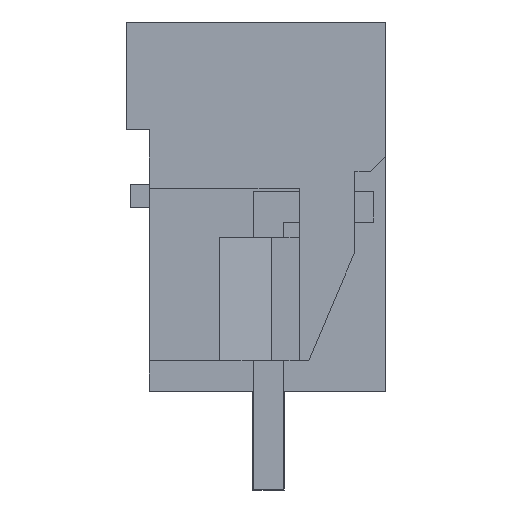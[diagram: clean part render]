
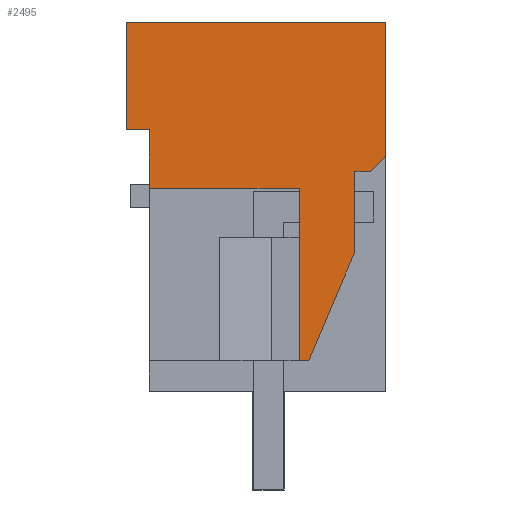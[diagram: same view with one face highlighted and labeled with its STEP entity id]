
A CAD part, left-side view. The second image highlights one B-rep face of the part: STEP entity #2495.
In plain terms, the highlighted planar face has unit normal (-1, 0, 0).
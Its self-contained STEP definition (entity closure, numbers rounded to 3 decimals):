
#2420=AXIS2_PLACEMENT_3D('Plane Axis2P3D',#2417,#2418,#2419) ;
#1105=CARTESIAN_POINT('Vertex',(0.,0.,15.2)) ;
#1108=CARTESIAN_POINT('Line Origine',(0.,0.,13.023)) ;
#1112=CARTESIAN_POINT('Vertex',(0.,0.,10.846)) ;
#1647=CARTESIAN_POINT('Vertex',(0.,7.68,9.8)) ;
#1650=CARTESIAN_POINT('Line Origine',(0.,7.68,10.75)) ;
#1654=CARTESIAN_POINT('Vertex',(0.,7.68,11.7)) ;
#2398=CARTESIAN_POINT('Line Origine',(0.,0.25,10.596)) ;
#2402=CARTESIAN_POINT('Vertex',(0.,0.5,10.346)) ;
#2417=CARTESIAN_POINT('Axis2P3D Location',(0.,-1.5,3.2)) ;
#2422=CARTESIAN_POINT('Line Origine',(0.,4.215,15.2)) ;
#2426=CARTESIAN_POINT('Vertex',(0.,8.43,15.2)) ;
#2429=CARTESIAN_POINT('Line Origine',(0.,8.43,13.45)) ;
#2433=CARTESIAN_POINT('Vertex',(0.,8.43,11.7)) ;
#2436=CARTESIAN_POINT('Line Origine',(0.,8.055,11.7)) ;
#2441=CARTESIAN_POINT('Line Origine',(0.,5.245,9.8)) ;
#2445=CARTESIAN_POINT('Vertex',(0.,2.81,9.8)) ;
#2448=CARTESIAN_POINT('Line Origine',(0.,2.81,7.)) ;
#2452=CARTESIAN_POINT('Vertex',(0.,2.81,4.2)) ;
#2455=CARTESIAN_POINT('Line Origine',(0.,2.655,4.2)) ;
#2459=CARTESIAN_POINT('Vertex',(0.,2.501,4.2)) ;
#2462=CARTESIAN_POINT('Line Origine',(0.,1.752,5.968)) ;
#2466=CARTESIAN_POINT('Vertex',(0.,1.003,7.735)) ;
#2469=CARTESIAN_POINT('Line Origine',(0.,1.003,9.041)) ;
#2473=CARTESIAN_POINT('Vertex',(0.,1.003,10.346)) ;
#2476=CARTESIAN_POINT('Line Origine',(0.,0.751,10.346)) ;
#1109=DIRECTION('Vector Direction',(0.,0.,1.)) ;
#1651=DIRECTION('Vector Direction',(0.,0.,-1.)) ;
#2399=DIRECTION('Vector Direction',(0.,-0.707,0.707)) ;
#2418=DIRECTION('Axis2P3D Direction',(-1.,0.,0.)) ;
#2419=DIRECTION('Axis2P3D XDirection',(0.,0.,1.)) ;
#2423=DIRECTION('Vector Direction',(0.,1.,0.)) ;
#2430=DIRECTION('Vector Direction',(0.,0.,-1.)) ;
#2437=DIRECTION('Vector Direction',(0.,-1.,0.)) ;
#2442=DIRECTION('Vector Direction',(0.,-1.,0.)) ;
#2449=DIRECTION('Vector Direction',(0.,0.,-1.)) ;
#2456=DIRECTION('Vector Direction',(0.,1.,0.)) ;
#2463=DIRECTION('Vector Direction',(0.,0.39,-0.921)) ;
#2470=DIRECTION('Vector Direction',(0.,0.,-1.)) ;
#2477=DIRECTION('Vector Direction',(0.,-1.,0.)) ;
#1110=VECTOR('Line Direction',#1109,1.) ;
#1652=VECTOR('Line Direction',#1651,1.) ;
#2400=VECTOR('Line Direction',#2399,1.) ;
#2424=VECTOR('Line Direction',#2423,1.) ;
#2431=VECTOR('Line Direction',#2430,1.) ;
#2438=VECTOR('Line Direction',#2437,1.) ;
#2443=VECTOR('Line Direction',#2442,1.) ;
#2450=VECTOR('Line Direction',#2449,1.) ;
#2457=VECTOR('Line Direction',#2456,1.) ;
#2464=VECTOR('Line Direction',#2463,1.) ;
#2471=VECTOR('Line Direction',#2470,1.) ;
#2478=VECTOR('Line Direction',#2477,1.) ;
#2482=ORIENTED_EDGE('',*,*,#1114,.T.) ;
#2483=ORIENTED_EDGE('',*,*,#2428,.T.) ;
#2484=ORIENTED_EDGE('',*,*,#2435,.T.) ;
#2485=ORIENTED_EDGE('',*,*,#2440,.T.) ;
#2486=ORIENTED_EDGE('',*,*,#1656,.T.) ;
#2487=ORIENTED_EDGE('',*,*,#2447,.T.) ;
#2488=ORIENTED_EDGE('',*,*,#2454,.T.) ;
#2489=ORIENTED_EDGE('',*,*,#2461,.F.) ;
#2490=ORIENTED_EDGE('',*,*,#2468,.F.) ;
#2491=ORIENTED_EDGE('',*,*,#2475,.F.) ;
#2492=ORIENTED_EDGE('',*,*,#2480,.F.) ;
#2493=ORIENTED_EDGE('',*,*,#2404,.F.) ;
#2495=ADVANCED_FACE('HOUSING',(#2494),#2421,.T.) ;
#1114=EDGE_CURVE('',#1113,#1106,#1111,.T.) ;
#1656=EDGE_CURVE('',#1655,#1648,#1653,.T.) ;
#2404=EDGE_CURVE('',#1113,#2403,#2401,.F.) ;
#2428=EDGE_CURVE('',#1106,#2427,#2425,.T.) ;
#2435=EDGE_CURVE('',#2427,#2434,#2432,.T.) ;
#2440=EDGE_CURVE('',#2434,#1655,#2439,.T.) ;
#2447=EDGE_CURVE('',#1648,#2446,#2444,.T.) ;
#2454=EDGE_CURVE('',#2446,#2453,#2451,.T.) ;
#2461=EDGE_CURVE('',#2460,#2453,#2458,.T.) ;
#2468=EDGE_CURVE('',#2467,#2460,#2465,.T.) ;
#2475=EDGE_CURVE('',#2474,#2467,#2472,.T.) ;
#2480=EDGE_CURVE('',#2403,#2474,#2479,.F.) ;
#2481=EDGE_LOOP('',(#2482,#2483,#2484,#2485,#2486,#2487,#2488,#2489,#2490,#2491,#2492,#2493)) ;
#2494=FACE_OUTER_BOUND('',#2481,.T.) ;
#1111=LINE('Line',#1108,#1110) ;
#1653=LINE('Line',#1650,#1652) ;
#2401=LINE('Line',#2398,#2400) ;
#2425=LINE('Line',#2422,#2424) ;
#2432=LINE('Line',#2429,#2431) ;
#2439=LINE('Line',#2436,#2438) ;
#2444=LINE('Line',#2441,#2443) ;
#2451=LINE('Line',#2448,#2450) ;
#2458=LINE('Line',#2455,#2457) ;
#2465=LINE('Line',#2462,#2464) ;
#2472=LINE('Line',#2469,#2471) ;
#2479=LINE('Line',#2476,#2478) ;
#2421=PLANE('',#2420) ;
#1106=VERTEX_POINT('',#1105) ;
#1113=VERTEX_POINT('',#1112) ;
#1648=VERTEX_POINT('',#1647) ;
#1655=VERTEX_POINT('',#1654) ;
#2403=VERTEX_POINT('',#2402) ;
#2427=VERTEX_POINT('',#2426) ;
#2434=VERTEX_POINT('',#2433) ;
#2446=VERTEX_POINT('',#2445) ;
#2453=VERTEX_POINT('',#2452) ;
#2460=VERTEX_POINT('',#2459) ;
#2467=VERTEX_POINT('',#2466) ;
#2474=VERTEX_POINT('',#2473) ;
